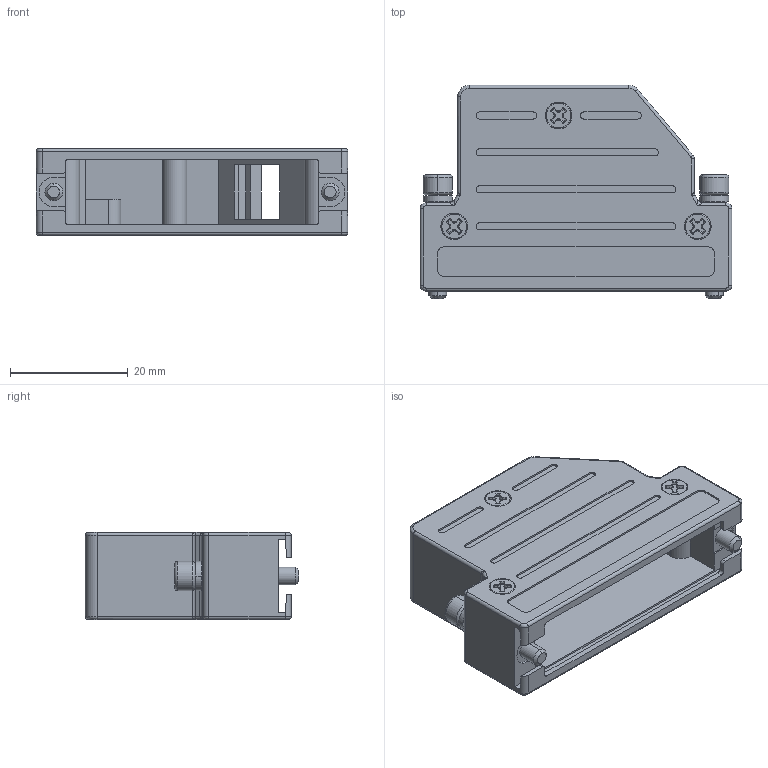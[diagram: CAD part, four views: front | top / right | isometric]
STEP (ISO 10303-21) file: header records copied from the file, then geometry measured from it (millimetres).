
FILE_DESCRIPTION(('Creo Elements/Direct Modeling STEP Export'),'2;1');
FILE_NAME('0ln7uvk5he4d4nt3496','2022-02-28T 8:52:37',(''),(''),'Creo Elements/Direct Modeling STEP processor for AP214 (Solid Model)','Creo Elements/Direct Modeling 20.1B 02-Apr-2019 (C) Parametric Technology GmbH','');
FILE_SCHEMA(('AUTOMOTIVE_DESIGN { 1 0 10303 214 1 1 1 1 }'));
Length unit declared in the file: millimetre
Products named in the file (2): MPTAO_25
Assembly tree (1 placements, depth 2):
  MPTAO_25
    MPTAO_25
Bounding box: 53 x 36.3 x 14.8 mm (x, y, z)
Volume: 8666.4 mm3; surface area: 9213.6 mm2
Topology: 1 solids, 1 shells, 625 faces, 1479 edges, 868 vertices
Faces by surface type: bspline 212, cylinder 193, plane 158, torus 40, cone 22
Entity records: 38779 total; most frequent: CARTESIAN_POINT 21967, ORIENTED_EDGE 2918, DIRECTION 1749, EDGE_CURVE 1459, VERTEX_POINT 868, EDGE_LOOP 659, COLOUR_RGB 626, FILL_AREA_STYLE_COLOUR 626
